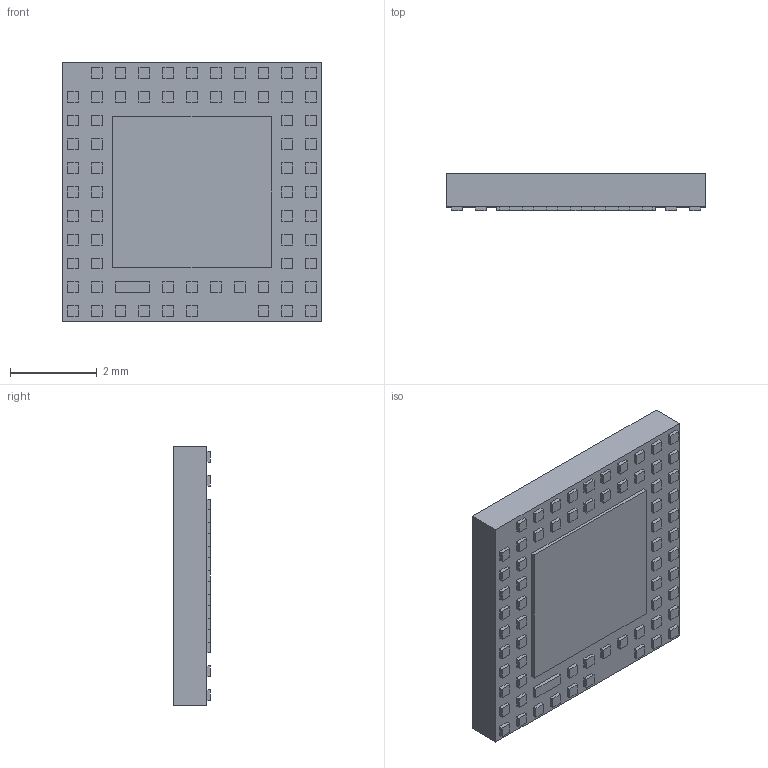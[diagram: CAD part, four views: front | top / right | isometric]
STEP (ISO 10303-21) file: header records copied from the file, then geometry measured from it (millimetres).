
FILE_DESCRIPTION (( 'STEP AP214' ), '1' );
FILE_NAME ('DA14683-00000A92.STEP', '2020-12-14T19:32:53', ( '' ), ( '' ), 'SwSTEP 2.0', 'SolidWorks 2017', '' );
FILE_SCHEMA (( 'AUTOMOTIVE_DESIGN' ));
Length unit declared in the file: millimetre
Products named in the file (1): DA14683-00000A92
Bounding box: 6 x 0.85 x 6 mm (x, y, z)
Volume: 29.1 mm3; surface area: 131.9 mm2
Topology: 71 solids, 71 shells, 427 faces, 852 edges, 568 vertices
Faces by surface type: plane 423, cylinder 4
Entity records: 11478 total; most frequent: CARTESIAN_POINT 1848, DIRECTION 1716, ORIENTED_EDGE 1704, EDGE_CURVE 852, LINE 844, VECTOR 844, VERTEX_POINT 568, AXIS2_PLACEMENT_3D 436
